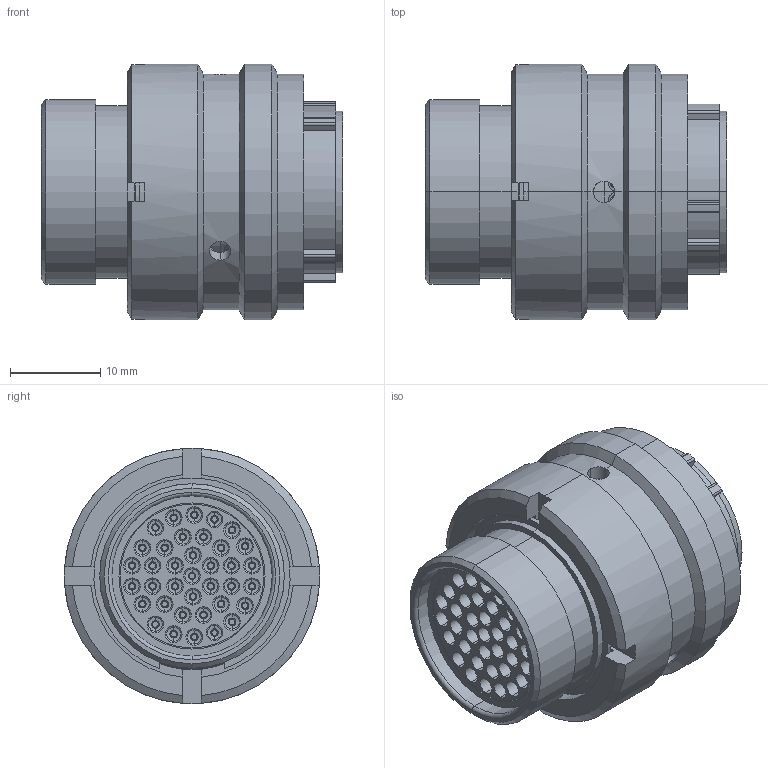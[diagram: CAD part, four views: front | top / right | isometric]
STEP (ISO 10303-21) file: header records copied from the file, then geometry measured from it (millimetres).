
FILE_DESCRIPTION (( 'STEP AP214' ), '1' );
FILE_NAME ('AS614-35SD.STEP', '2020-06-05T11:05:36', ( 'TE Connectivity' ), ( 'TE Connectivity' ), 'SwSTEP 2.0', 'SolidWorks 2016', '' );
FILE_SCHEMA (( 'AUTOMOTIVE_DESIGN' ));
Length unit declared in the file: millimetre
Products named in the file (1): AS614-35SD
Bounding box: 33.37 x 28.3 x 28.3 mm (x, y, z)
Volume: 12029.8 mm3; surface area: 15821.5 mm2
Topology: 9 solids, 9 shells, 1590 faces, 3760 edges, 2234 vertices
Faces by surface type: cylinder 497, torus 450, plane 324, cone 308, bspline 9, sphere 2
Entity records: 69287 total; most frequent: CARTESIAN_POINT 15320, DIRECTION 7946, ORIENTED_EDGE 7510, EDGE_CURVE 3755, AXIS2_PLACEMENT_3D 3476, VERTEX_POINT 2231, CIRCLE 1894, EDGE_LOOP 1800
